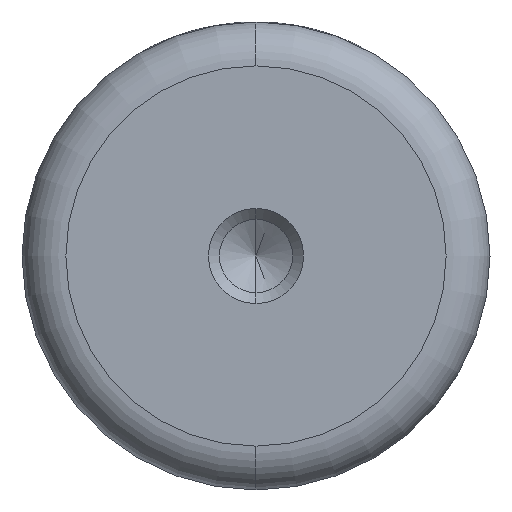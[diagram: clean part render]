
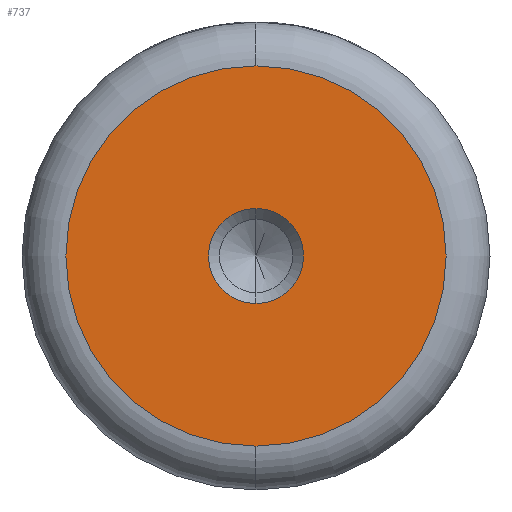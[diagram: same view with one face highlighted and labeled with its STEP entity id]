
A CAD part, left-side view. The second image highlights one B-rep face of the part: STEP entity #737.
In plain terms, the highlighted planar face has unit normal (-1, 0, 0).
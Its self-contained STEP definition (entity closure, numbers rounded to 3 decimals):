
#82 = VERTEX_POINT ( 'NONE', #999 ) ;
#94 = AXIS2_PLACEMENT_3D ( 'NONE', #603, #1349, #710 ) ;
#152 = VERTEX_POINT ( 'NONE', #890 ) ;
#177 = ORIENTED_EDGE ( 'NONE', *, *, #1099, .T. ) ;
#189 = CIRCLE ( 'NONE', #581, 13. ) ;
#191 = EDGE_LOOP ( 'NONE', ( #177, #963 ) ) ;
#195 = DIRECTION ( 'NONE',  ( -1., 0., 0. ) ) ;
#210 = EDGE_CURVE ( 'NONE', #82, #423, #1136, .T. ) ;
#228 = CARTESIAN_POINT ( 'NONE',  ( 0., 0., 0. ) ) ;
#277 = DIRECTION ( 'NONE',  ( -1., 0., 0. ) ) ;
#423 = VERTEX_POINT ( 'NONE', #486 ) ;
#468 = VERTEX_POINT ( 'NONE', #723 ) ;
#486 = CARTESIAN_POINT ( 'NONE',  ( 0., 0., -3.25 ) ) ;
#574 = DIRECTION ( 'NONE',  ( -1., 0., 0. ) ) ;
#577 = DIRECTION ( 'NONE',  ( -1., 0., 0. ) ) ;
#581 = AXIS2_PLACEMENT_3D ( 'NONE', #1220, #577, #1322 ) ;
#603 = CARTESIAN_POINT ( 'NONE',  ( 0., 0., 0. ) ) ;
#621 = CIRCLE ( 'NONE', #758, 3.25 ) ;
#649 = AXIS2_PLACEMENT_3D ( 'NONE', #228, #574, #1317 ) ;
#710 = DIRECTION ( 'NONE',  ( 0., 0., 1. ) ) ;
#723 = CARTESIAN_POINT ( 'NONE',  ( 0., 0., 13. ) ) ;
#733 = AXIS2_PLACEMENT_3D ( 'NONE', #864, #195, #975 ) ;
#737 = ADVANCED_FACE ( 'NONE', ( #1354, #820 ), #1214, .T. ) ;
#749 = EDGE_CURVE ( 'NONE', #152, #468, #189, .T. ) ;
#758 = AXIS2_PLACEMENT_3D ( 'NONE', #933, #277, #1041 ) ;
#820 = FACE_OUTER_BOUND ( 'NONE', #191, .T. ) ;
#822 = ORIENTED_EDGE ( 'NONE', *, *, #210, .F. ) ;
#864 = CARTESIAN_POINT ( 'NONE',  ( 0., 0., 0. ) ) ;
#890 = CARTESIAN_POINT ( 'NONE',  ( 0., 0., -13. ) ) ;
#933 = CARTESIAN_POINT ( 'NONE',  ( 0., 0., 0. ) ) ;
#963 = ORIENTED_EDGE ( 'NONE', *, *, #749, .T. ) ;
#969 = EDGE_CURVE ( 'NONE', #423, #82, #621, .T. ) ;
#975 = DIRECTION ( 'NONE',  ( 0., 0., 1. ) ) ;
#999 = CARTESIAN_POINT ( 'NONE',  ( 0., 0., 3.25 ) ) ;
#1041 = DIRECTION ( 'NONE',  ( 0., 0., 1. ) ) ;
#1099 = EDGE_CURVE ( 'NONE', #468, #152, #1233, .T. ) ;
#1136 = CIRCLE ( 'NONE', #94, 3.25 ) ;
#1214 = PLANE ( 'NONE',  #649 ) ;
#1220 = CARTESIAN_POINT ( 'NONE',  ( 0., 0., 0. ) ) ;
#1233 = CIRCLE ( 'NONE', #733, 13. ) ;
#1317 = DIRECTION ( 'NONE',  ( 0., 0., 1. ) ) ;
#1322 = DIRECTION ( 'NONE',  ( 0., 0., 1. ) ) ;
#1349 = DIRECTION ( 'NONE',  ( -1., 0., 0. ) ) ;
#1354 = FACE_BOUND ( 'NONE', #1405, .T. ) ;
#1405 = EDGE_LOOP ( 'NONE', ( #822, #1432 ) ) ;
#1432 = ORIENTED_EDGE ( 'NONE', *, *, #969, .F. ) ;
